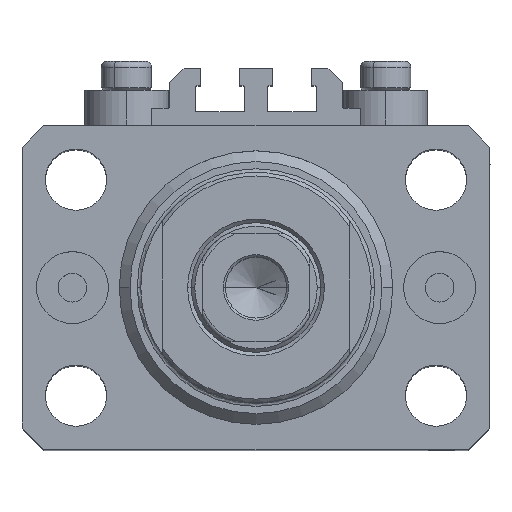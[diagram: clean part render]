
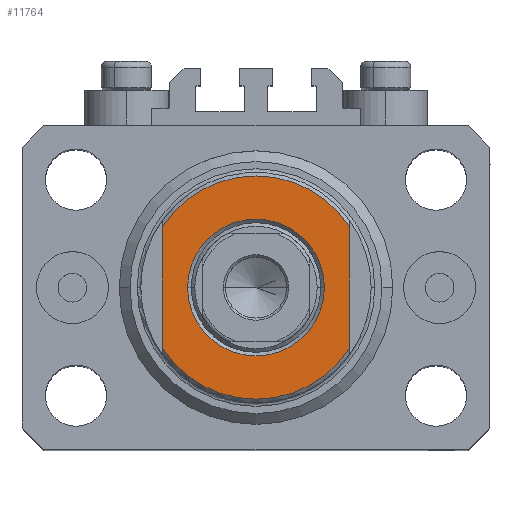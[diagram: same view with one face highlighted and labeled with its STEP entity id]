
A CAD part, top view. The second image highlights one B-rep face of the part: STEP entity #11764.
In plain terms, the highlighted face is planar.
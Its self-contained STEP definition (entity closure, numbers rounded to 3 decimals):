
#777 = CARTESIAN_POINT ( 'NONE',  ( 13., -8.441, -6.5 ) ) ;
#1887 = DIRECTION ( 'NONE',  ( 0., 0., -1. ) ) ;
#2180 = DIRECTION ( 'NONE',  ( -1., 0., 0. ) ) ;
#2934 = DIRECTION ( 'NONE',  ( -1., 0., 0. ) ) ;
#6273 = AXIS2_PLACEMENT_3D ( 'NONE', #45105, #1887, #15747 ) ;
#6910 = CIRCLE ( 'NONE', #12993, 15.5 ) ;
#7799 = VERTEX_POINT ( 'NONE', #777 ) ;
#8095 = CARTESIAN_POINT ( 'NONE',  ( -9.5, 0., -6.5 ) ) ;
#8296 = EDGE_CURVE ( 'NONE', #32439, #12168, #15211, .T. ) ;
#8453 = DIRECTION ( 'NONE',  ( 0., -1., 0. ) ) ;
#9597 = EDGE_CURVE ( 'NONE', #13703, #7799, #40927, .T. ) ;
#10244 = CIRCLE ( 'NONE', #40762, 9.5 ) ;
#10716 = ORIENTED_EDGE ( 'NONE', *, *, #21648, .T. ) ;
#10999 = EDGE_CURVE ( 'NONE', #7799, #12168, #6910, .T. ) ;
#11764 = ADVANCED_FACE ( 'NONE', ( #38693, #27258 ), #42510, .T. ) ;
#12168 = VERTEX_POINT ( 'NONE', #23157 ) ;
#12324 = VECTOR ( 'NONE', #8453, 1000. ) ;
#12993 = AXIS2_PLACEMENT_3D ( 'NONE', #34426, #31309, #45384 ) ;
#13647 = CARTESIAN_POINT ( 'NONE',  ( -13., 8.441, -6.5 ) ) ;
#13703 = VERTEX_POINT ( 'NONE', #24814 ) ;
#15211 = LINE ( 'NONE', #44332, #42720 ) ;
#15249 = ORIENTED_EDGE ( 'NONE', *, *, #10999, .T. ) ;
#15296 = DIRECTION ( 'NONE',  ( -1., 0., 0. ) ) ;
#15747 = DIRECTION ( 'NONE',  ( -1., 0., 0. ) ) ;
#16498 = CARTESIAN_POINT ( 'NONE',  ( 0., 0., -6.5 ) ) ;
#17495 = DIRECTION ( 'NONE',  ( 0., 0., 1. ) ) ;
#20157 = VERTEX_POINT ( 'NONE', #43803 ) ;
#20946 = EDGE_CURVE ( 'NONE', #32439, #13703, #33767, .T. ) ;
#21648 = EDGE_CURVE ( 'NONE', #32942, #20157, #41349, .T. ) ;
#23157 = CARTESIAN_POINT ( 'NONE',  ( -13., -8.441, -6.5 ) ) ;
#24814 = CARTESIAN_POINT ( 'NONE',  ( 13., 8.441, -6.5 ) ) ;
#26220 = EDGE_LOOP ( 'NONE', ( #39825, #36083, #15249, #37791 ) ) ;
#26339 = ORIENTED_EDGE ( 'NONE', *, *, #28147, .T. ) ;
#27258 = FACE_OUTER_BOUND ( 'NONE', #26220, .T. ) ;
#28147 = EDGE_CURVE ( 'NONE', #20157, #32942, #10244, .T. ) ;
#31309 = DIRECTION ( 'NONE',  ( 0., 0., -1. ) ) ;
#31318 = DIRECTION ( 'NONE',  ( 0., 0., -1. ) ) ;
#32423 = EDGE_LOOP ( 'NONE', ( #10716, #26339 ) ) ;
#32439 = VERTEX_POINT ( 'NONE', #13647 ) ;
#32854 = AXIS2_PLACEMENT_3D ( 'NONE', #16498, #31318, #2180 ) ;
#32942 = VERTEX_POINT ( 'NONE', #8095 ) ;
#32983 = DIRECTION ( 'NONE',  ( 0., 0., 1. ) ) ;
#33767 = CIRCLE ( 'NONE', #6273, 15.5 ) ;
#34426 = CARTESIAN_POINT ( 'NONE',  ( 0., 0., -6.5 ) ) ;
#36083 = ORIENTED_EDGE ( 'NONE', *, *, #9597, .T. ) ;
#36797 = CARTESIAN_POINT ( 'NONE',  ( 0., 0., -6.5 ) ) ;
#37791 = ORIENTED_EDGE ( 'NONE', *, *, #8296, .F. ) ;
#38693 = FACE_BOUND ( 'NONE', #32423, .T. ) ;
#38991 = CARTESIAN_POINT ( 'NONE',  ( 0., 0., -6.5 ) ) ;
#39825 = ORIENTED_EDGE ( 'NONE', *, *, #20946, .T. ) ;
#39845 = AXIS2_PLACEMENT_3D ( 'NONE', #36797, #32983, #15296 ) ;
#40762 = AXIS2_PLACEMENT_3D ( 'NONE', #38991, #17495, #2934 ) ;
#40927 = LINE ( 'NONE', #41396, #12324 ) ;
#41349 = CIRCLE ( 'NONE', #39845, 9.5 ) ;
#41396 = CARTESIAN_POINT ( 'NONE',  ( 13., -43.081, -6.5 ) ) ;
#42510 = PLANE ( 'NONE',  #32854 ) ;
#42720 = VECTOR ( 'NONE', #45031, 1000. ) ;
#43803 = CARTESIAN_POINT ( 'NONE',  ( 9.5, 0., -6.5 ) ) ;
#44332 = CARTESIAN_POINT ( 'NONE',  ( -13., -43.081, -6.5 ) ) ;
#45031 = DIRECTION ( 'NONE',  ( 0., -1., 0. ) ) ;
#45105 = CARTESIAN_POINT ( 'NONE',  ( 0., 0., -6.5 ) ) ;
#45384 = DIRECTION ( 'NONE',  ( -1., 0., 0. ) ) ;
